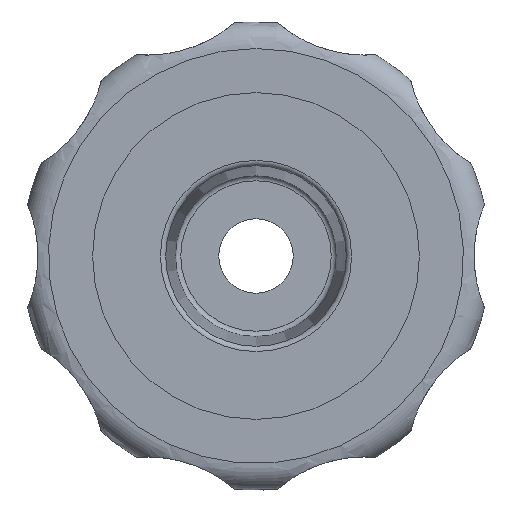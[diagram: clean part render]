
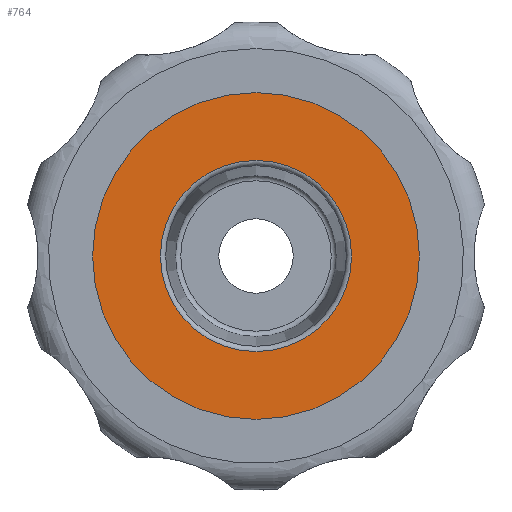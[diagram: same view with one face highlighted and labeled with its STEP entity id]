
A CAD part, left-side view. The second image highlights one B-rep face of the part: STEP entity #764.
In plain terms, the highlighted planar face has unit normal (-1, 0, 0).
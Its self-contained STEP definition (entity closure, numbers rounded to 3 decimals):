
#22=PLANE('',#841);
#180=ORIENTED_EDGE('',*,*,#391,.F.);
#181=ORIENTED_EDGE('',*,*,#390,.T.);
#390=EDGE_CURVE('',#498,#498,#560,.T.);
#391=EDGE_CURVE('',#499,#499,#561,.T.);
#498=VERTEX_POINT('',#1354);
#499=VERTEX_POINT('',#1357);
#560=CIRCLE('',#840,2.282);
#561=CIRCLE('',#842,3.9);
#602=EDGE_LOOP('',(#180));
#603=EDGE_LOOP('',(#181));
#672=FACE_BOUND('',#602,.T.);
#673=FACE_BOUND('',#603,.T.);
#764=ADVANCED_FACE('',(#672,#673),#22,.F.);
#840=AXIS2_PLACEMENT_3D('',#1353,#972,#973);
#841=AXIS2_PLACEMENT_3D('',#1355,#974,#975);
#842=AXIS2_PLACEMENT_3D('',#1356,#976,#977);
#972=DIRECTION('',(1.,0.,0.));
#973=DIRECTION('',(0.,0.,-1.));
#974=DIRECTION('',(1.,0.,0.));
#975=DIRECTION('',(0.,0.,1.));
#976=DIRECTION('',(1.,0.,0.));
#977=DIRECTION('',(0.,0.,-1.));
#1353=CARTESIAN_POINT('',(-8.89,-0.792,0.));
#1354=CARTESIAN_POINT('',(-8.89,-0.792,-2.282));
#1355=CARTESIAN_POINT('',(-8.89,-0.792,0.));
#1356=CARTESIAN_POINT('',(-8.89,-0.792,0.));
#1357=CARTESIAN_POINT('',(-8.89,-0.792,-3.9));
